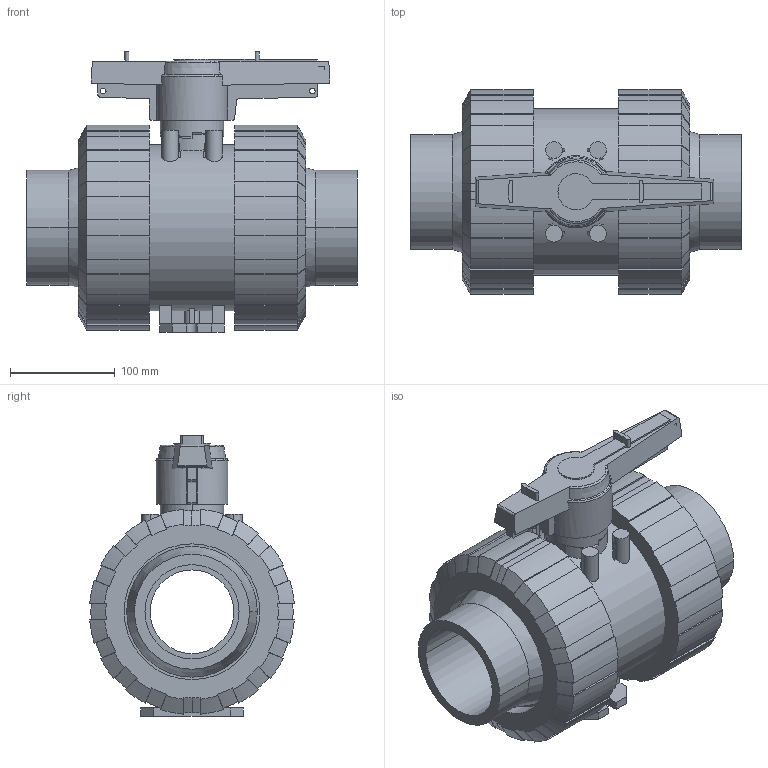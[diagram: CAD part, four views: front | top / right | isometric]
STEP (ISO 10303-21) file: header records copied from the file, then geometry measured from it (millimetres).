
FILE_DESCRIPTION(('STEP AP214'),'1');
FILE_NAME('cctmp_2B71A7FE-369A-4B91-A5E2-2A0FDD6FD24B_2021_10_21_07_30_48_0604..stp','2021-10-21T05:30:48',('Praher Valves GmbH'),('CADClick - www.CADClick.com'),'Spatial InterOp 3D',' ','unknown authorization');
FILE_SCHEMA(('AUTOMOTIVE_DESIGN'));
Length unit declared in the file: millimetre
Products named in the file (7): cc_unnamed; 124291_5; 124291_4; 124291_3; 124291_2; 124291_1; 124291
Assembly tree (6 placements, depth 2):
  cc_unnamed
    124291_5
    124291_4
    124291_3
    124291_2
    124291_1
    124291
Bounding box: 316.5 x 195.88 x 268.4 mm (x, y, z)
Volume: 5242415.4 mm3; surface area: 594196.6 mm2
Topology: 6 solids, 6 shells, 443 faces, 1269 edges, 844 vertices
Faces by surface type: plane 215, cylinder 136, cone 84, torus 8
Entity records: 18836 total; most frequent: CARTESIAN_POINT 3570, ORIENTED_EDGE 2538, DIRECTION 2413, EDGE_CURVE 1269, AXIS2_PLACEMENT_3D 886, VERTEX_POINT 844, LINE 641, VECTOR 641
